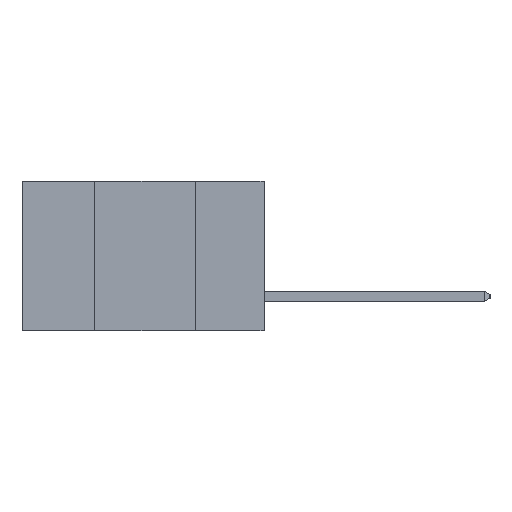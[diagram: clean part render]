
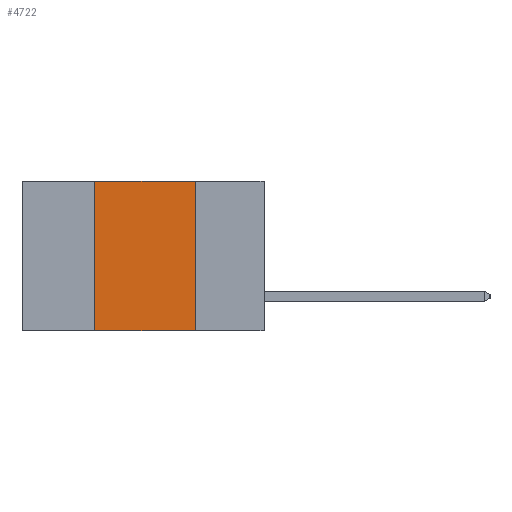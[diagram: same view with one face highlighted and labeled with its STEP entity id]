
A CAD part, left-side view. The second image highlights one B-rep face of the part: STEP entity #4722.
In plain terms, the highlighted planar face has unit normal (-1, 0, 0).
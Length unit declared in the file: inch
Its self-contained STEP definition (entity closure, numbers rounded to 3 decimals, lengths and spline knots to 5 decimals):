
#108 = AXIS2_PLACEMENT_3D ( 'NONE', #9189, #8087, #8052 ) ;
#221 = CARTESIAN_POINT ( 'NONE',  ( 0., 0.42, -0.37 ) ) ;
#489 = DIRECTION ( 'NONE',  ( 0., -1., 0. ) ) ;
#804 = DIRECTION ( 'NONE',  ( 0., -1., 0. ) ) ;
#821 = EDGE_LOOP ( 'NONE', ( #3793, #13920, #1860, #10216 ) ) ;
#1404 = DIRECTION ( 'NONE',  ( 0., 0., 1. ) ) ;
#1435 = CARTESIAN_POINT ( 'NONE',  ( 0., 0.42, -0.37 ) ) ;
#1860 = ORIENTED_EDGE ( 'NONE', *, *, #6905, .F. ) ;
#2627 = VECTOR ( 'NONE', #804, 39.37008 ) ;
#3535 = FACE_OUTER_BOUND ( 'NONE', #821, .T. ) ;
#3793 = ORIENTED_EDGE ( 'NONE', *, *, #13936, .F. ) ;
#4722 = ADVANCED_FACE ( 'NONE', ( #3535 ), #8587, .F. ) ;
#4951 = DIRECTION ( 'NONE',  ( 0., 0., -1. ) ) ;
#5201 = VECTOR ( 'NONE', #489, 39.37008 ) ;
#5289 = VECTOR ( 'NONE', #1404, 39.37008 ) ;
#5926 = LINE ( 'NONE', #9782, #5201 ) ;
#6112 = LINE ( 'NONE', #10123, #2627 ) ;
#6837 = CARTESIAN_POINT ( 'NONE',  ( 0., 0.17, 0. ) ) ;
#6905 = EDGE_CURVE ( 'NONE', #11300, #10910, #11285, .T. ) ;
#8052 = DIRECTION ( 'NONE',  ( 0., 0., -1. ) ) ;
#8087 = DIRECTION ( 'NONE',  ( 1., 0., 0. ) ) ;
#8587 = PLANE ( 'NONE',  #108 ) ;
#8787 = EDGE_CURVE ( 'NONE', #10910, #13738, #6112, .T. ) ;
#9189 = CARTESIAN_POINT ( 'NONE',  ( 0., 0.6, 0. ) ) ;
#9435 = CARTESIAN_POINT ( 'NONE',  ( 0., 0.17, -0.37 ) ) ;
#9782 = CARTESIAN_POINT ( 'NONE',  ( 0., 0.6, -0.37 ) ) ;
#10123 = CARTESIAN_POINT ( 'NONE',  ( 0., 0.6, 0. ) ) ;
#10216 = ORIENTED_EDGE ( 'NONE', *, *, #14130, .T. ) ;
#10910 = VERTEX_POINT ( 'NONE', #14367 ) ;
#11019 = VECTOR ( 'NONE', #4951, 39.37008 ) ;
#11129 = VERTEX_POINT ( 'NONE', #14671 ) ;
#11285 = LINE ( 'NONE', #221, #5289 ) ;
#11300 = VERTEX_POINT ( 'NONE', #1435 ) ;
#13738 = VERTEX_POINT ( 'NONE', #6837 ) ;
#13885 = LINE ( 'NONE', #9435, #11019 ) ;
#13920 = ORIENTED_EDGE ( 'NONE', *, *, #8787, .F. ) ;
#13936 = EDGE_CURVE ( 'NONE', #13738, #11129, #13885, .T. ) ;
#14130 = EDGE_CURVE ( 'NONE', #11300, #11129, #5926, .T. ) ;
#14367 = CARTESIAN_POINT ( 'NONE',  ( 0., 0.42, 0. ) ) ;
#14671 = CARTESIAN_POINT ( 'NONE',  ( 0., 0.17, -0.37 ) ) ;
